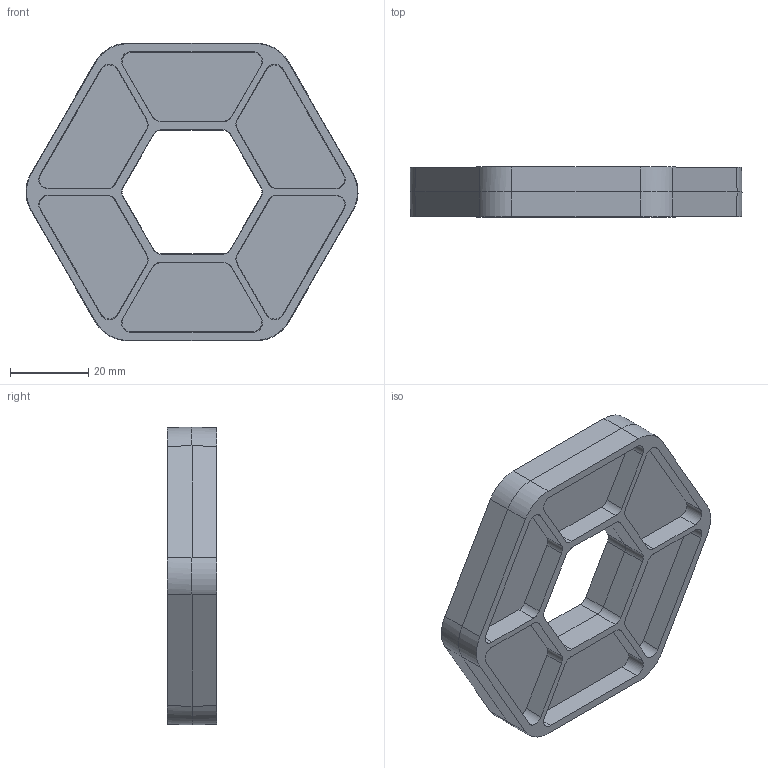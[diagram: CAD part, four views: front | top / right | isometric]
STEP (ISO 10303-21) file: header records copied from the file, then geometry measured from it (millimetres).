
FILE_DESCRIPTION (( 'STEP AP214' ), '1' );
FILE_NAME ('am-5001 Molded Hex.STEP', '2022-11-21T20:07:03', ( '' ), ( '' ), 'SwSTEP 2.0', 'SolidWorks 2022', '' );
FILE_SCHEMA (( 'AUTOMOTIVE_DESIGN' ));
Length unit declared in the file: inch
Products named in the file (1): am-5001 Molded Hex
Bounding box: 85.06 x 12.7 x 76.24 mm (x, y, z)
Volume: 20391 mm3; surface area: 18505.1 mm2
Topology: 1 solids, 1 shells, 158 faces, 408 edges, 264 vertices
Faces by surface type: plane 86, cylinder 72
Entity records: 4724 total; most frequent: CARTESIAN_POINT 1227, ORIENTED_EDGE 816, DIRECTION 594, EDGE_CURVE 408, VECTOR 276, LINE 276, VERTEX_POINT 264, EDGE_LOOP 172
